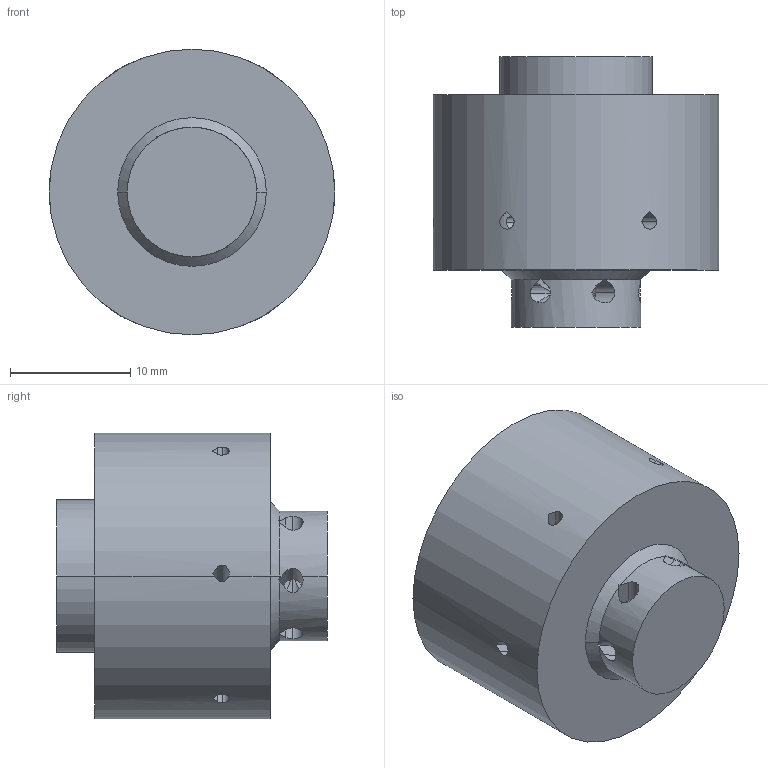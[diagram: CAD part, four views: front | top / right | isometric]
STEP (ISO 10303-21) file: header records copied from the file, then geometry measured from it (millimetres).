
FILE_DESCRIPTION (( 'STEP AP214' ), '1' );
FILE_NAME ('test swirler additive 3.STEP', '2023-06-30T02:05:03', ( '' ), ( '' ), 'SwSTEP 2.0', 'SolidWorks 2021', '' );
FILE_SCHEMA (( 'AUTOMOTIVE_DESIGN' ));
Length unit declared in the file: inch
Products named in the file (1): test swirler additive 3
Bounding box: 23.81 x 22.54 x 23.81 mm (x, y, z)
Volume: 5440.3 mm3; surface area: 3853.6 mm2
Topology: 1 solids, 1 shells, 101 faces, 290 edges, 186 vertices
Faces by surface type: cylinder 60, plane 33, cone 8
Entity records: 3844 total; most frequent: CARTESIAN_POINT 1406, ORIENTED_EDGE 580, DIRECTION 406, EDGE_CURVE 290, VERTEX_POINT 186, AXIS2_PLACEMENT_3D 154, EDGE_LOOP 120, FACE_OUTER_BOUND 101
